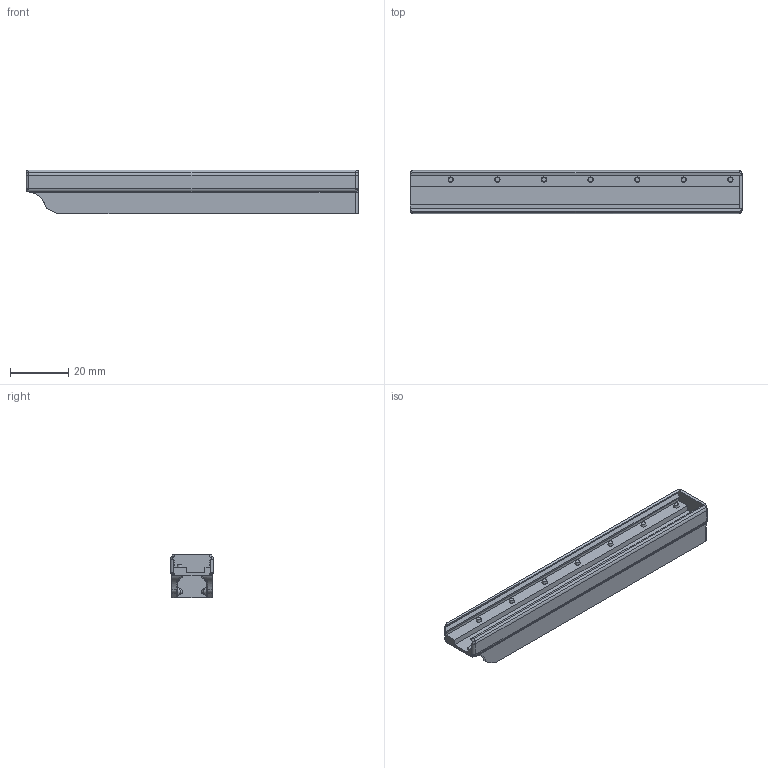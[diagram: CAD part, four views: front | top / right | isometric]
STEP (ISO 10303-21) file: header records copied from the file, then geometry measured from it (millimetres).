
FILE_DESCRIPTION(/* description */ (''),/* implementation_level */ '2;1');
FILE_NAME(/* name */ '12mm_tray_slide.step',/* time_stamp */ '2025-10-31T23:57:40-07:00',/* author */ (''),/* organization */ (''),/* preprocessor_version */ 'ST-DEVELOPER v20.1',/* originating_system */ 'Autodesk Translation Framework v14.17.0.0',/* authorisation */ '');
FILE_SCHEMA (('AUTOMOTIVE_DESIGN { 1 0 10303 214 3 1 1 }'));
Length unit declared in the file: millimetre
Products named in the file (1): 2025-10-31-23-57-40-036
Bounding box: 114 x 14.8 x 15.09 mm (x, y, z)
Volume: 9118.8 mm3; surface area: 10181.6 mm2
Topology: 1 solids, 1 shells, 134 faces, 323 edges, 198 vertices
Faces by surface type: plane 47, cylinder 34, bspline 32, cone 11, torus 6, sphere 4
Entity records: 4713 total; most frequent: CARTESIAN_POINT 1686, ORIENTED_EDGE 646, DIRECTION 585, EDGE_CURVE 323, AXIS2_PLACEMENT_3D 217, VERTEX_POINT 198, LINE 151, VECTOR 151
